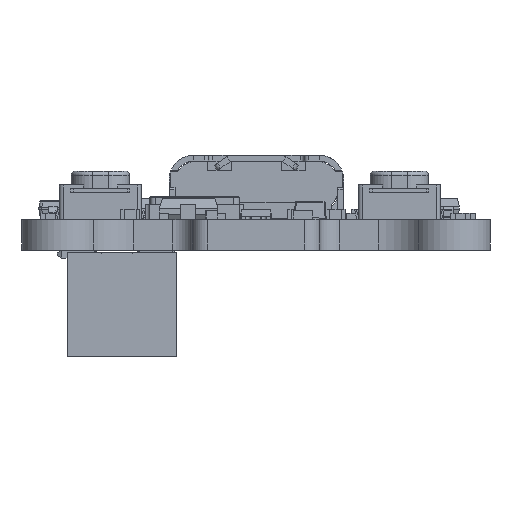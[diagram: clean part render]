
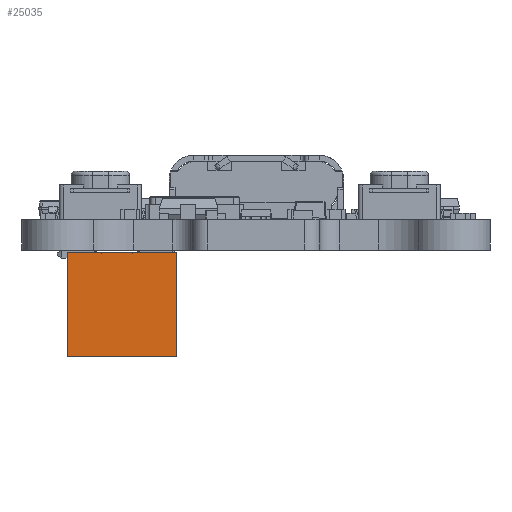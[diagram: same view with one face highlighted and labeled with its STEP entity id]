
A CAD part, front view. The second image highlights one B-rep face of the part: STEP entity #25035.
In plain terms, the highlighted face is planar.
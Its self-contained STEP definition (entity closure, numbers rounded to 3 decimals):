
#23821 = VERTEX_POINT('',#23822);
#23822 = CARTESIAN_POINT('',(-6.35,2.667,-3.048));
#23830 = VERTEX_POINT('',#23831);
#23831 = CARTESIAN_POINT('',(-6.35,-2.667,-3.048));
#23837 = EDGE_CURVE('',#23830,#23821,#23838,.T.);
#23838 = LINE('',#23839,#23840);
#23839 = CARTESIAN_POINT('',(-6.35,2.667,-3.048));
#23840 = VECTOR('',#23841,1.);
#23841 = DIRECTION('',(0.,1.,0.));
#23854 = VERTEX_POINT('',#23855);
#23855 = CARTESIAN_POINT('',(-6.35,-2.667,2.54));
#23861 = EDGE_CURVE('',#23854,#23830,#23862,.T.);
#23862 = LINE('',#23863,#23864);
#23863 = CARTESIAN_POINT('',(-6.35,-2.667,-2.54));
#23864 = VECTOR('',#23865,1.);
#23865 = DIRECTION('',(0.,0.,-1.));
#25035 = ADVANCED_FACE('',(#25036),#25054,.F.);
#25036 = FACE_BOUND('',#25037,.T.);
#25037 = EDGE_LOOP('',(#25038,#25046,#25052,#25053));
#25038 = ORIENTED_EDGE('',*,*,#25039,.T.);
#25039 = EDGE_CURVE('',#23854,#25040,#25042,.T.);
#25040 = VERTEX_POINT('',#25041);
#25041 = CARTESIAN_POINT('',(-6.35,2.667,2.54));
#25042 = LINE('',#25043,#25044);
#25043 = CARTESIAN_POINT('',(-6.35,2.667,2.54));
#25044 = VECTOR('',#25045,1.);
#25045 = DIRECTION('',(0.,1.,0.));
#25046 = ORIENTED_EDGE('',*,*,#25047,.F.);
#25047 = EDGE_CURVE('',#23821,#25040,#25048,.T.);
#25048 = LINE('',#25049,#25050);
#25049 = CARTESIAN_POINT('',(-6.35,2.667,2.54));
#25050 = VECTOR('',#25051,1.);
#25051 = DIRECTION('',(0.,0.,1.));
#25052 = ORIENTED_EDGE('',*,*,#23837,.F.);
#25053 = ORIENTED_EDGE('',*,*,#23861,.F.);
#25054 = PLANE('',#25055);
#25055 = AXIS2_PLACEMENT_3D('',#25056,#25057,#25058);
#25056 = CARTESIAN_POINT('',(-6.35,2.667,-2.54));
#25057 = DIRECTION('',(1.,0.,0.));
#25058 = DIRECTION('',(0.,0.,-1.));
